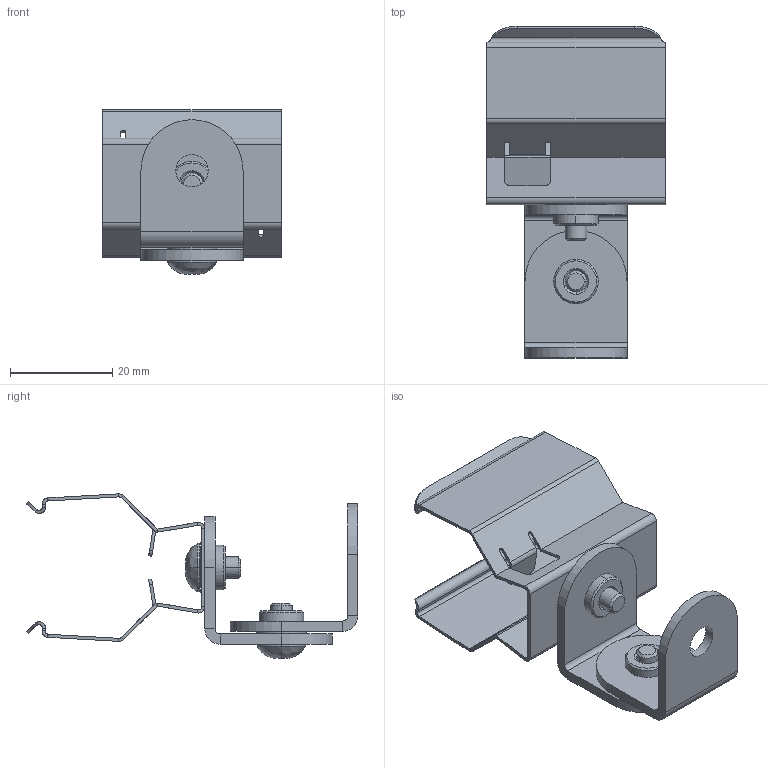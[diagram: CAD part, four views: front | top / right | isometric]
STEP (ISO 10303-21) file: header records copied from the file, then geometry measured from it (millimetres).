
FILE_DESCRIPTION((''),'2;1');
FILE_NAME('179652_ASM','2014-03-19T',('pdmadmin'),(''),'PRO/ENGINEER BY PARAMETRIC TECHNOLOGY CORPORATION, 2013230','PRO/ENGINEER BY PARAMETRIC TECHNOLOGY CORPORATION, 2013230','');
FILE_SCHEMA(('CONFIG_CONTROL_DESIGN'));
Products named in the file (7): 172915; SP-M5-2_PEM_INSERT; 172915_ASM; 13019; 109213; 172925; 179652_ASM
Assembly tree (9 placements, depth 3):
  179652_ASM
    172915_ASM  x2
      172915
      SP-M5-2_PEM_INSERT
    13019  x2
    109213  x2
    172925
Bounding box: 35 x 65.02 x 32.2 mm (x, y, z)
Volume: 5865.2 mm3; surface area: 11907.4 mm2
Topology: 9 solids, 11 shells, 426 faces, 1050 edges, 644 vertices
Faces by surface type: cylinder 226, plane 168, cone 20, bspline 12
Entity records: 9311 total; most frequent: CARTESIAN_POINT 2628, ORIENTED_EDGE 1368, DIRECTION 1350, EDGE_CURVE 688, AXIS2_PLACEMENT_3D 503, VERTEX_POINT 412, VECTOR 344, LINE 344
